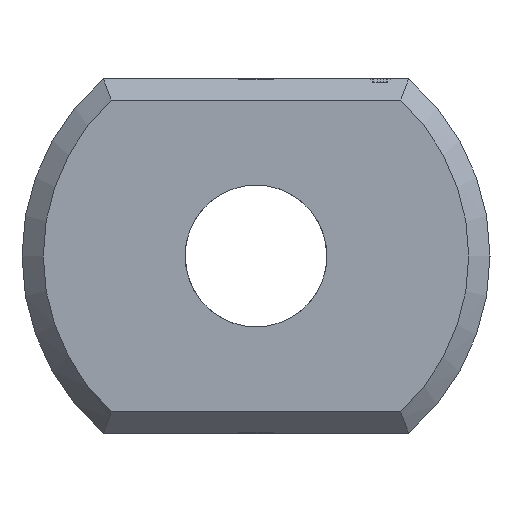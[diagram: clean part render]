
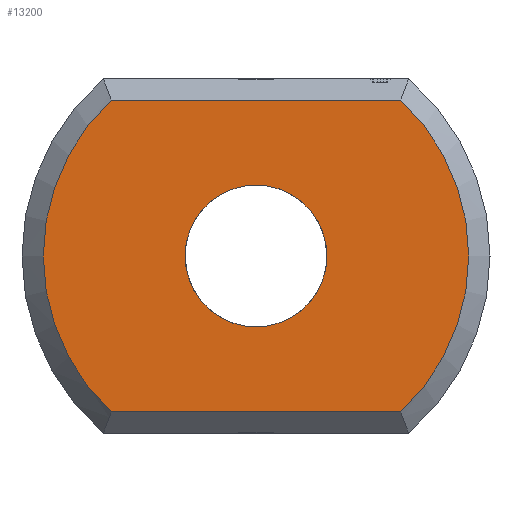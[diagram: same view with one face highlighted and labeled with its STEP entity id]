
A CAD part, left-side view. The second image highlights one B-rep face of the part: STEP entity #13200.
In plain terms, the highlighted planar face has unit normal (-1, 0, 0).
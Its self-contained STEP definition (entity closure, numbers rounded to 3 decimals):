
#3298 = VERTEX_POINT('',#3299);
#3299 = CARTESIAN_POINT('',(0.,-2.04,2.2));
#3308 = VERTEX_POINT('',#3309);
#3309 = CARTESIAN_POINT('',(0.,-2.04,-2.2));
#3316 = EDGE_CURVE('',#3298,#3308,#3317,.T.);
#3317 = CIRCLE('',#3318,3.);
#3318 = AXIS2_PLACEMENT_3D('',#3319,#3320,#3321);
#3319 = CARTESIAN_POINT('',(0.,0.,0.));
#3320 = DIRECTION('',(1.,0.,0.));
#3321 = DIRECTION('',(0.,-0.653,0.758)
  );
#3714 = VERTEX_POINT('',#3715);
#3715 = CARTESIAN_POINT('',(0.,2.04,2.2));
#3722 = EDGE_CURVE('',#3298,#3714,#3723,.T.);
#3723 = LINE('',#3724,#3725);
#3724 = CARTESIAN_POINT('',(0.,-2.154,2.2));
#3725 = VECTOR('',#3726,1.);
#3726 = DIRECTION('',(0.,1.,0.));
#13200 = ADVANCED_FACE('',(#13201,#13220),#13231,.F.);
#13201 = FACE_BOUND('',#13202,.F.);
#13202 = EDGE_LOOP('',(#13203,#13212,#13213,#13214));
#13203 = ORIENTED_EDGE('',*,*,#13204,.T.);
#13204 = EDGE_CURVE('',#13205,#3714,#13207,.T.);
#13205 = VERTEX_POINT('',#13206);
#13206 = CARTESIAN_POINT('',(0.,2.04,-2.2));
#13207 = CIRCLE('',#13208,3.);
#13208 = AXIS2_PLACEMENT_3D('',#13209,#13210,#13211);
#13209 = CARTESIAN_POINT('',(0.,0.,0.));
#13210 = DIRECTION('',(1.,0.,0.));
#13211 = DIRECTION('',(0.,0.653,-0.758)
  );
#13212 = ORIENTED_EDGE('',*,*,#3722,.F.);
#13213 = ORIENTED_EDGE('',*,*,#3316,.T.);
#13214 = ORIENTED_EDGE('',*,*,#13215,.T.);
#13215 = EDGE_CURVE('',#3308,#13205,#13216,.T.);
#13216 = LINE('',#13217,#13218);
#13217 = CARTESIAN_POINT('',(0.,-2.154,-2.2));
#13218 = VECTOR('',#13219,1.);
#13219 = DIRECTION('',(0.,1.,0.));
#13220 = FACE_BOUND('',#13221,.T.);
#13221 = EDGE_LOOP('',(#13222));
#13222 = ORIENTED_EDGE('',*,*,#13223,.T.);
#13223 = EDGE_CURVE('',#13224,#13224,#13226,.T.);
#13224 = VERTEX_POINT('',#13225);
#13225 = CARTESIAN_POINT('',(0.,1.,0.)
  );
#13226 = CIRCLE('',#13227,1.);
#13227 = AXIS2_PLACEMENT_3D('',#13228,#13229,#13230);
#13228 = CARTESIAN_POINT('',(0.,0.,0.));
#13229 = DIRECTION('',(1.,0.,0.));
#13230 = DIRECTION('',(0.,1.,0.));
#13231 = PLANE('',#13232);
#13232 = AXIS2_PLACEMENT_3D('',#13233,#13234,#13235);
#13233 = CARTESIAN_POINT('',(0.,0.,0.));
#13234 = DIRECTION('',(1.,0.,0.));
#13235 = DIRECTION('',(0.,0.,1.));
